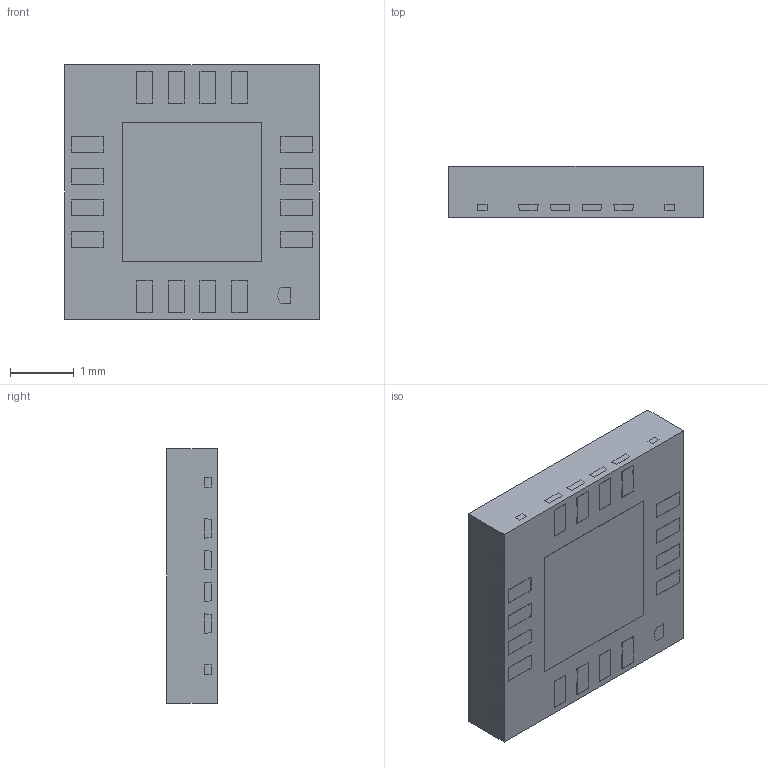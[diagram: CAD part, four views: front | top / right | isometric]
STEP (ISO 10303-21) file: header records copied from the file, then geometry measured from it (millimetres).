
FILE_DESCRIPTION((''),'2;1');
FILE_NAME('LQA16A_ASM','2012-02-09T',('CKXSSC'),(''),'PRO/ENGINEER BY PARAMETRIC TECHNOLOGY CORPORATION, 2011220','PRO/ENGINEER BY PARAMETRIC TECHNOLOGY CORPORATION, 2011220','');
FILE_SCHEMA(('AUTOMOTIVE_DESIGN_CC2 { 1 2 10303 214 -1 1 5 2 }'));
Length unit declared in the file: millimetre
Products named in the file (3): BODY_LQA16A; FRAME_LQA16A; LQA16A_ASM
Assembly tree (2 placements, depth 2):
  LQA16A_ASM
    BODY_LQA16A
    FRAME_LQA16A
Bounding box: 4 x 0.8 x 4 mm (x, y, z)
Volume: 12.8 mm3; surface area: 61.1 mm2
Topology: 43 solids, 43 shells, 468 faces, 1020 edges, 680 vertices
Faces by surface type: plane 386, cylinder 82
Entity records: 16179 total; most frequent: CARTESIAN_POINT 2637, ORIENTED_EDGE 2040, DIRECTION 1818, PRESENTATION_STYLE_ASSIGNMENT 1081, STYLED_ITEM 1063, CURVE_STYLE 1020, EDGE_CURVE 1020, VECTOR 864
